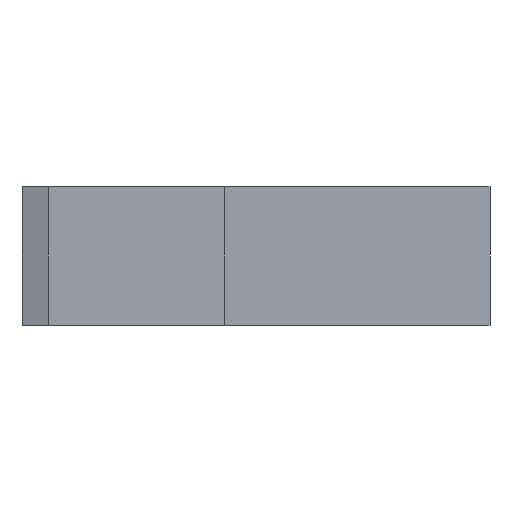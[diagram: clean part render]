
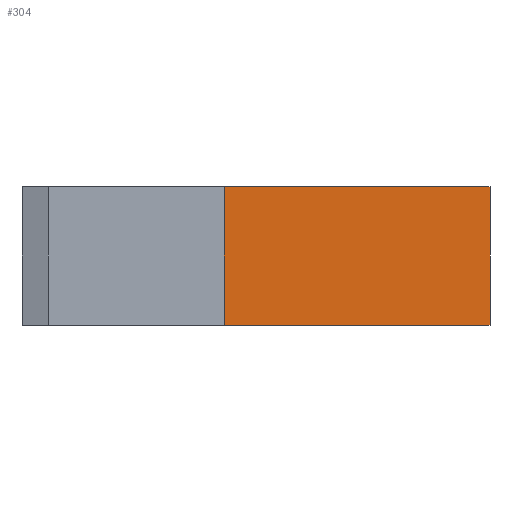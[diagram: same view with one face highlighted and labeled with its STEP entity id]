
A CAD part, left-side view. The second image highlights one B-rep face of the part: STEP entity #304.
In plain terms, the highlighted planar face has unit normal (-1, 0, 0).
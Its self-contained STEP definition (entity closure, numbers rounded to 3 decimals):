
#117 = DIRECTION ( 'NONE',  ( 0., 0., -1. ) ) ;
#150 = CARTESIAN_POINT ( 'NONE',  ( 100., -29.47, 0. ) ) ;
#304 = ADVANCED_FACE ( 'NONE', ( #2839 ), #3237, .F. ) ;
#382 = CARTESIAN_POINT ( 'NONE',  ( 100., -29.47, 0. ) ) ;
#434 = DIRECTION ( 'NONE',  ( 0., 1., 0. ) ) ;
#457 = DIRECTION ( 'NONE',  ( 0., 1., 0. ) ) ;
#519 = LINE ( 'NONE', #1583, #3789 ) ;
#813 = VECTOR ( 'NONE', #434, 1000. ) ;
#863 = ORIENTED_EDGE ( 'NONE', *, *, #3615, .F. ) ;
#1078 = EDGE_CURVE ( 'NONE', #1494, #2552, #3570, .T. ) ;
#1085 = DIRECTION ( 'NONE',  ( 0., 0., -1. ) ) ;
#1494 = VERTEX_POINT ( 'NONE', #1734 ) ;
#1583 = CARTESIAN_POINT ( 'NONE',  ( 100., -29.47, 0. ) ) ;
#1616 = AXIS2_PLACEMENT_3D ( 'NONE', #382, #3217, #1085 ) ;
#1710 = ORIENTED_EDGE ( 'NONE', *, *, #2644, .T. ) ;
#1734 = CARTESIAN_POINT ( 'NONE',  ( 100., -29.47, -12. ) ) ;
#1775 = VECTOR ( 'NONE', #457, 1000. ) ;
#1810 = CARTESIAN_POINT ( 'NONE',  ( 100., -29.47, -12. ) ) ;
#2017 = LINE ( 'NONE', #3685, #2983 ) ;
#2038 = VERTEX_POINT ( 'NONE', #2400 ) ;
#2375 = ORIENTED_EDGE ( 'NONE', *, *, #1078, .F. ) ;
#2400 = CARTESIAN_POINT ( 'NONE',  ( 100., 0.53, 0. ) ) ;
#2552 = VERTEX_POINT ( 'NONE', #4589 ) ;
#2629 = LINE ( 'NONE', #150, #1775 ) ;
#2644 = EDGE_CURVE ( 'NONE', #3624, #2038, #2629, .T. ) ;
#2685 = EDGE_CURVE ( 'NONE', #2038, #2552, #2017, .T. ) ;
#2839 = FACE_OUTER_BOUND ( 'NONE', #3958, .T. ) ;
#2938 = DIRECTION ( 'NONE',  ( 0., 0., -1. ) ) ;
#2983 = VECTOR ( 'NONE', #2938, 1000. ) ;
#3019 = CARTESIAN_POINT ( 'NONE',  ( 100., -29.47, 0. ) ) ;
#3217 = DIRECTION ( 'NONE',  ( 1., 0., 0. ) ) ;
#3237 = PLANE ( 'NONE',  #1616 ) ;
#3570 = LINE ( 'NONE', #1810, #813 ) ;
#3615 = EDGE_CURVE ( 'NONE', #3624, #1494, #519, .T. ) ;
#3624 = VERTEX_POINT ( 'NONE', #3019 ) ;
#3685 = CARTESIAN_POINT ( 'NONE',  ( 100., 0.53, -12. ) ) ;
#3789 = VECTOR ( 'NONE', #117, 1000. ) ;
#3958 = EDGE_LOOP ( 'NONE', ( #1710, #4513, #2375, #863 ) ) ;
#4513 = ORIENTED_EDGE ( 'NONE', *, *, #2685, .T. ) ;
#4589 = CARTESIAN_POINT ( 'NONE',  ( 100., 0.53, -12. ) ) ;
